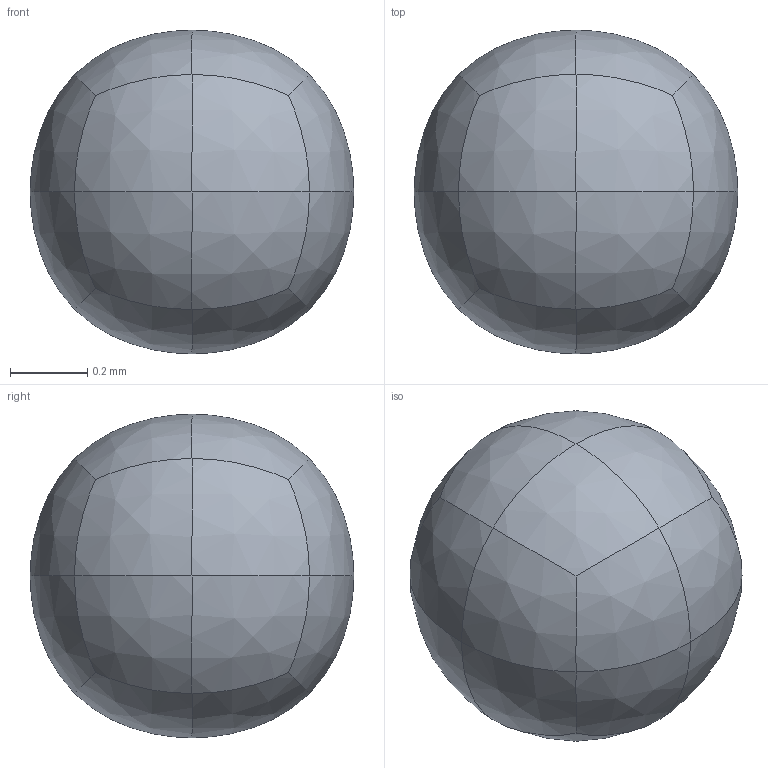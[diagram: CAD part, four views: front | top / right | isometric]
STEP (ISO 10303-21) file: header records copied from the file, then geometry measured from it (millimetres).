
FILE_DESCRIPTION(('STEP AP214'),'1');
FILE_NAME('cube_limit.stp','2017-03-14T12:09:26',(' '),(' '),' ',' ',' ');
FILE_SCHEMA(('AUTOMOTIVE_DESIGN { 1 0 10303 214 1 1 1 1 }'));
Length unit declared in the file: millimetre
Products named in the file (1): 1
Bounding box: 0.84 x 0.84 x 0.84 mm (x, y, z)
Surface area: 2.3 mm2 (no closed solid volume)
Topology: 0 solids, 24 shells, 24 faces, 96 edges, 96 vertices
Faces by surface type: bspline 24
Entity records: 1367 total; most frequent: CARTESIAN_POINT 865, ORIENTED_EDGE 96, EDGE_CURVE 96, VERTEX_POINT 96, B_SPLINE_CURVE_WITH_KNOTS 96, FACE_SURFACE 24, FACE_BOUND 24, B_SPLINE_SURFACE_WITH_KNOTS 24
